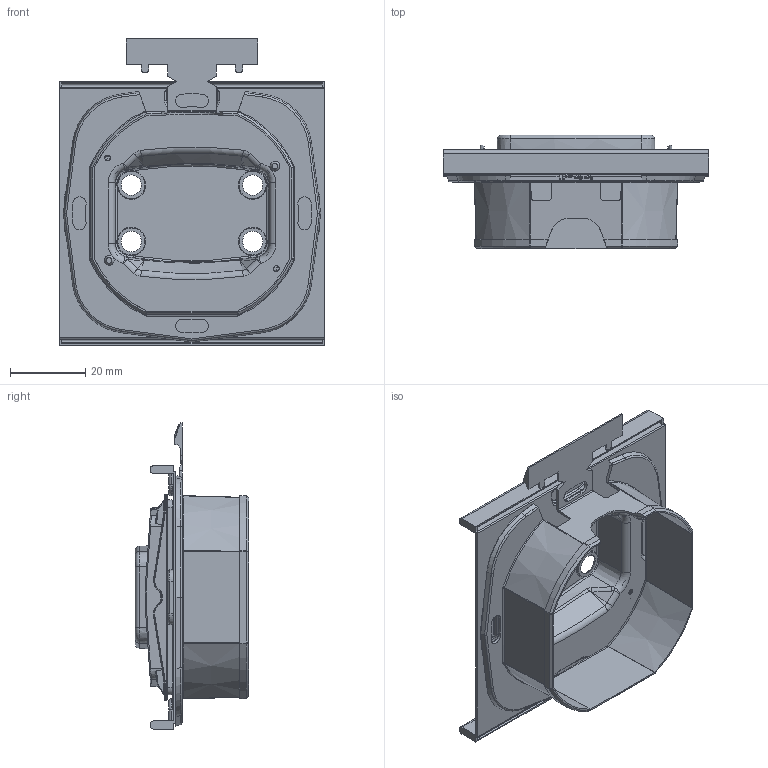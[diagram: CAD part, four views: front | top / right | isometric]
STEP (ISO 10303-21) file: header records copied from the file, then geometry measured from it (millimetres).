
FILE_DESCRIPTION((''),'2;1');
FILE_NAME('WAA1102_ASM','2025-06-11T08:28:50',('andolfs'),(''),'CREO PARAMETRIC BY PTC INC, 2023154','CREO PARAMETRIC BY PTC INC, 2023154','');
FILE_SCHEMA(('CONFIG_CONTROL_DESIGN','SHAPE_APPEARANCE_LAYERS_GROUPS'));
Products named in the file (5): 9024301000; W1D1177_GEN; 9202038000; W1D2161_99; WAA1102_ASM
Assembly tree (5 placements, depth 2):
  WAA1102_ASM
    9024301000
    W1D1177_GEN
    9202038000  x2
    W1D2161_99
Bounding box: 70.5 x 30.1 x 81.3 mm (x, y, z)
Volume: 10506.6 mm3; surface area: 31098.6 mm2
Topology: 5 solids, 5 shells, 3216 faces, 8590 edges, 5479 vertices
Faces by surface type: plane 1727, cylinder 495, extrusion 336, bspline 302, cone 168, torus 160, sphere 28
Entity records: 145540 total; most frequent: CARTESIAN_POINT 43320, ORIENTED_EDGE 16872, DIRECTION 13651, EDGE_CURVE 8436, PRESENTATION_STYLE_ASSIGNMENT 7286, STYLED_ITEM 7286, CURVE_STYLE 6161, VECTOR 5763
